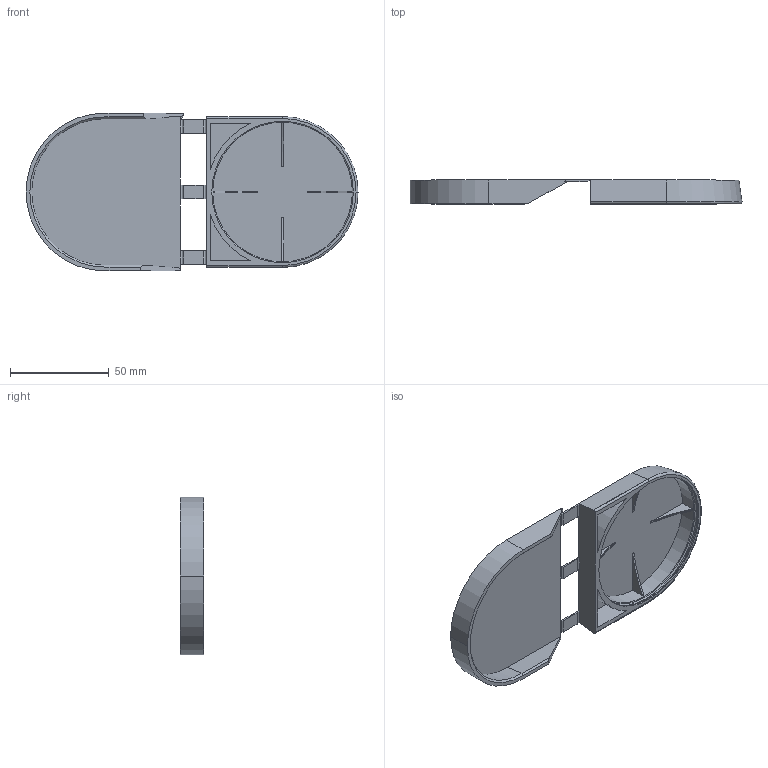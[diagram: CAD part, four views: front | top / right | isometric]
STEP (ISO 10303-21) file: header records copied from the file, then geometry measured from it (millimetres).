
FILE_DESCRIPTION (( 'STEP AP214' ), '1' );
FILE_NAME ('living hinge TPU.STEP', '2025-10-31T15:03:48', ( '' ), ( '' ), 'SwSTEP 2.0', 'SolidWorks 2025', '' );
FILE_SCHEMA (( 'AUTOMOTIVE_DESIGN' ));
Length unit declared in the file: millimetre
Products named in the file (1): living hinge TPU
Bounding box: 167.85 x 12.04 x 79.8 mm (x, y, z)
Volume: 22149.7 mm3; surface area: 34225.5 mm2
Topology: 1 solids, 1 shells, 90 faces, 234 edges, 147 vertices
Faces by surface type: plane 59, cylinder 13, cone 8, sphere 6, bspline 2, torus 2
Entity records: 2820 total; most frequent: CARTESIAN_POINT 548, DIRECTION 473, ORIENTED_EDGE 468, EDGE_CURVE 234, VECTOR 169, LINE 169, AXIS2_PLACEMENT_3D 152, VERTEX_POINT 147
